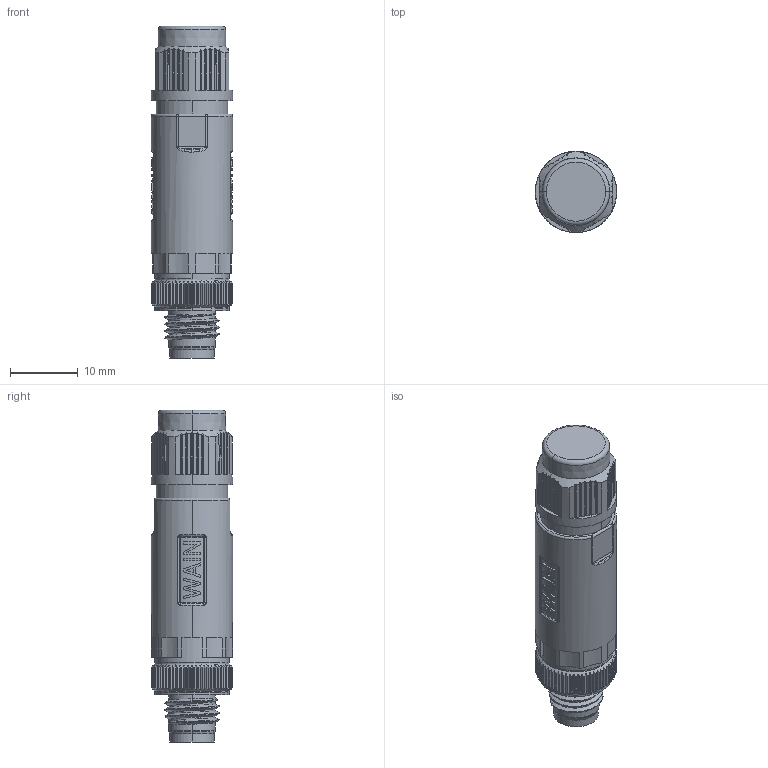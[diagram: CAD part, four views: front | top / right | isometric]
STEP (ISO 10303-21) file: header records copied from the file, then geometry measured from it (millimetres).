
FILE_DESCRIPTION((''),'2;1');
FILE_NAME('3D_1620044113001_M8-M04-T-D5_V1','2024-01-16T',('12524'),(''),'PRO/ENGINEER BY PARAMETRIC TECHNOLOGY CORPORATION, 2012480','PRO/ENGINEER BY PARAMETRIC TECHNOLOGY CORPORATION, 2012480','');
FILE_SCHEMA(('CONFIG_CONTROL_DESIGN'));
Length unit declared in the file: millimetre
Products named in the file (1): 3D_1620044113001_M8-M04-T-D5_V1
Bounding box: 12 x 12 x 49 mm (x, y, z)
Volume: 4534.8 mm3; surface area: 2542.8 mm2
Topology: 1 solids, 2 shells, 641 faces, 2011 edges, 1370 vertices
Faces by surface type: plane 298, cylinder 196, bspline 65, cone 56, torus 16, sphere 8, extrusion 2
Entity records: 27823 total; most frequent: CARTESIAN_POINT 11009, ORIENTED_EDGE 4006, DIRECTION 2946, EDGE_CURVE 2003, VERTEX_POINT 1370, AXIS2_PLACEMENT_3D 1100, VECTOR 746, LINE 744
